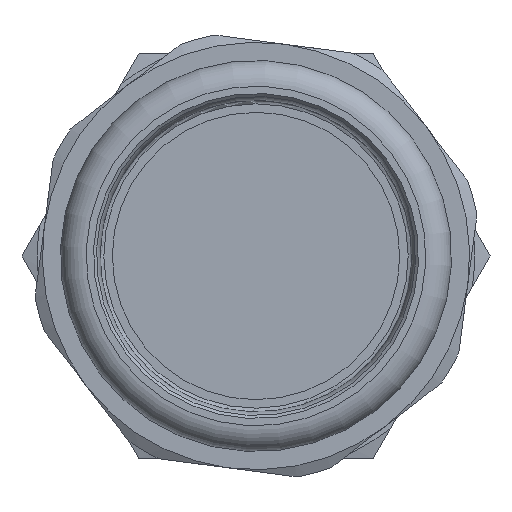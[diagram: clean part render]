
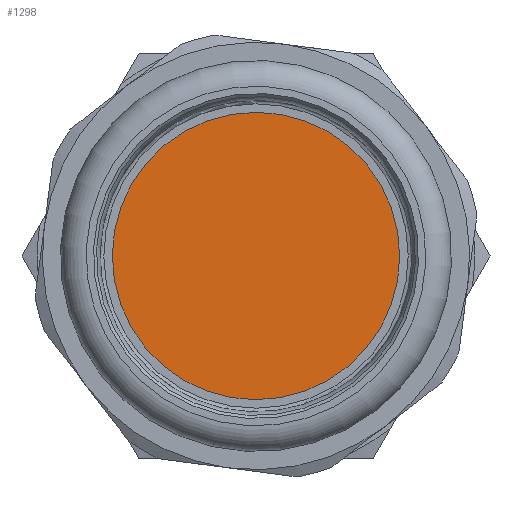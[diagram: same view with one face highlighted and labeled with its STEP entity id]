
A CAD part, left-side view. The second image highlights one B-rep face of the part: STEP entity #1298.
In plain terms, the highlighted planar face has unit normal (-1, 0, 0).
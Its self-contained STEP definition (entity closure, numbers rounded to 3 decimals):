
#236=FACE_OUTER_BOUND('',#319,.T.);
#319=EDGE_LOOP('',(#815));
#416=CIRCLE('',#1414,19.5);
#503=VERTEX_POINT('',#1983);
#623=EDGE_CURVE('',#503,#503,#416,.T.);
#815=ORIENTED_EDGE('',*,*,#623,.F.);
#1191=PLANE('',#1413);
#1298=ADVANCED_FACE('',(#236),#1191,.F.);
#1413=AXIS2_PLACEMENT_3D('',#1982,#1596,#1597);
#1414=AXIS2_PLACEMENT_3D('',#1984,#1598,#1599);
#1596=DIRECTION('center_axis',(1.,0.,0.));
#1597=DIRECTION('ref_axis',(0.,0.866,0.5));
#1598=DIRECTION('center_axis',(1.,0.,0.));
#1599=DIRECTION('ref_axis',(0.,-0.339,-0.941));
#1982=CARTESIAN_POINT('Origin',(31.2,20.828,12.025));
#1983=CARTESIAN_POINT('',(31.2,6.618,18.343));
#1984=CARTESIAN_POINT('Origin',(31.2,0.,0.));
